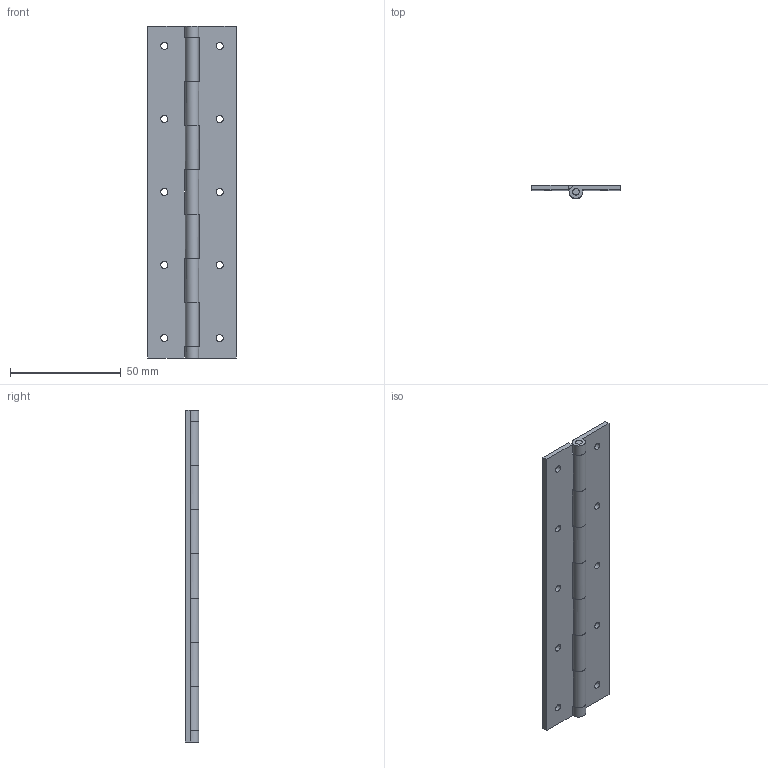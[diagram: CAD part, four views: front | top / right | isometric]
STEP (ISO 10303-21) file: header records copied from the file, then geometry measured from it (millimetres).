
FILE_DESCRIPTION((''),'2;1');
FILE_NAME('','2005-04-20T09:04:29',(''),(''),'','CADfix','');
FILE_SCHEMA(('AUTOMOTIVE_DESIGN'));
Length unit declared in the file: millimetre
Products named in the file (4): hinge piece_B; hinge piece_A; shaft; TH_129_1_3076_36
Assembly tree (3 placements, depth 2):
  TH_129_1_3076_36
    hinge piece_B
    hinge piece_A
    shaft
Bounding box: 40 x 6 x 150 mm (x, y, z)
Volume: 15376.3 mm3; surface area: 17220.8 mm2
Topology: 3 solids, 3 shells, 92 faces, 342 edges, 256 vertices
Faces by surface type: bspline 92
Entity records: 4132 total; most frequent: CARTESIAN_POINT 2206, ORIENTED_EDGE 684, EDGE_CURVE 342, VERTEX_POINT 256, QUASI_UNIFORM_CURVE 148, EDGE_LOOP 130, FACE_OUTER_BOUND 92, ADVANCED_FACE 92
